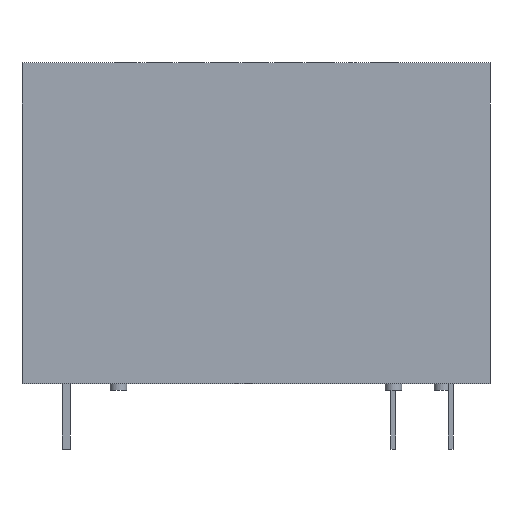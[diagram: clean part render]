
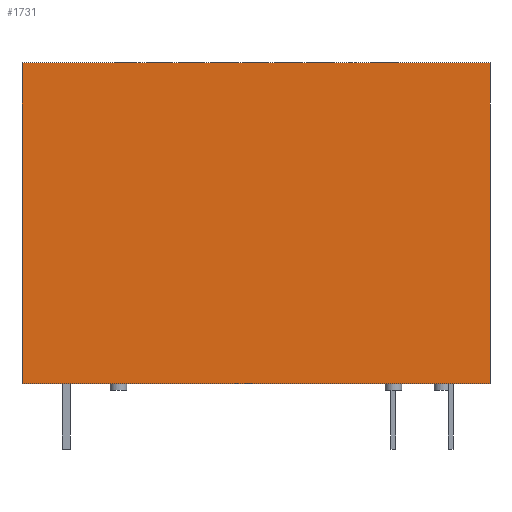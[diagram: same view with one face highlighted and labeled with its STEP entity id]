
A CAD part, front view. The second image highlights one B-rep face of the part: STEP entity #1731.
In plain terms, the highlighted planar face has unit normal (0, -1, 0).
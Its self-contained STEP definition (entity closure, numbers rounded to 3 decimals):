
#186 = DIRECTION ( 'NONE',  ( 1., 0., 0. ) ) ;
#365 = LINE ( 'NONE', #1806, #11342 ) ;
#1056 = DIRECTION ( 'NONE',  ( 0., 1., 0. ) ) ;
#1212 = VECTOR ( 'NONE', #11838, 1000. ) ;
#1246 = EDGE_CURVE ( 'NONE', #12501, #1937, #6116, .T. ) ;
#1731 = ADVANCED_FACE ( 'NONE', ( #13567 ), #13088, .F. ) ;
#1806 = CARTESIAN_POINT ( 'NONE',  ( 14.3, -6.4, 20. ) ) ;
#1937 = VERTEX_POINT ( 'NONE', #2856 ) ;
#2106 = EDGE_CURVE ( 'NONE', #12501, #8652, #9281, .T. ) ;
#2856 = CARTESIAN_POINT ( 'NONE',  ( -14.3, -6.4, 0.4 ) ) ;
#3056 = VERTEX_POINT ( 'NONE', #9276 ) ;
#4225 = CARTESIAN_POINT ( 'NONE',  ( -14.3, -6.4, 20. ) ) ;
#4555 = ORIENTED_EDGE ( 'NONE', *, *, #1246, .T. ) ;
#5552 = CARTESIAN_POINT ( 'NONE',  ( -14.3, -6.4, 20. ) ) ;
#5832 = AXIS2_PLACEMENT_3D ( 'NONE', #4225, #1056, #12038 ) ;
#6116 = LINE ( 'NONE', #14065, #9726 ) ;
#8356 = ORIENTED_EDGE ( 'NONE', *, *, #2106, .F. ) ;
#8592 = CARTESIAN_POINT ( 'NONE',  ( -14.3, -6.4, 20. ) ) ;
#8652 = VERTEX_POINT ( 'NONE', #11304 ) ;
#8815 = CARTESIAN_POINT ( 'NONE',  ( -14.3, -6.4, 0.4 ) ) ;
#9276 = CARTESIAN_POINT ( 'NONE',  ( 14.3, -6.4, 0.4 ) ) ;
#9281 = LINE ( 'NONE', #8592, #1212 ) ;
#9598 = LINE ( 'NONE', #8815, #11987 ) ;
#9726 = VECTOR ( 'NONE', #14021, 1000. ) ;
#9731 = EDGE_CURVE ( 'NONE', #8652, #3056, #365, .T. ) ;
#10036 = EDGE_LOOP ( 'NONE', ( #12080, #12484, #8356, #4555 ) ) ;
#11304 = CARTESIAN_POINT ( 'NONE',  ( 14.3, -6.4, 20. ) ) ;
#11342 = VECTOR ( 'NONE', #11698, 1000. ) ;
#11671 = EDGE_CURVE ( 'NONE', #1937, #3056, #9598, .T. ) ;
#11698 = DIRECTION ( 'NONE',  ( 0., 0., -1. ) ) ;
#11838 = DIRECTION ( 'NONE',  ( 1., 0., 0. ) ) ;
#11987 = VECTOR ( 'NONE', #186, 1000. ) ;
#12038 = DIRECTION ( 'NONE',  ( 0., 0., 1. ) ) ;
#12080 = ORIENTED_EDGE ( 'NONE', *, *, #11671, .T. ) ;
#12484 = ORIENTED_EDGE ( 'NONE', *, *, #9731, .F. ) ;
#12501 = VERTEX_POINT ( 'NONE', #5552 ) ;
#13088 = PLANE ( 'NONE',  #5832 ) ;
#13567 = FACE_OUTER_BOUND ( 'NONE', #10036, .T. ) ;
#14021 = DIRECTION ( 'NONE',  ( 0., 0., -1. ) ) ;
#14065 = CARTESIAN_POINT ( 'NONE',  ( -14.3, -6.4, 20. ) ) ;
